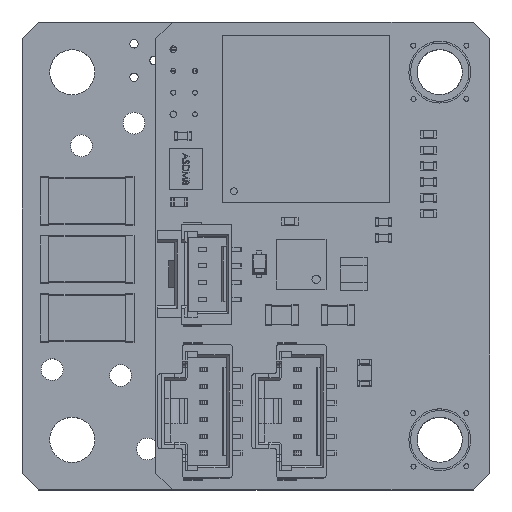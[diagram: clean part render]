
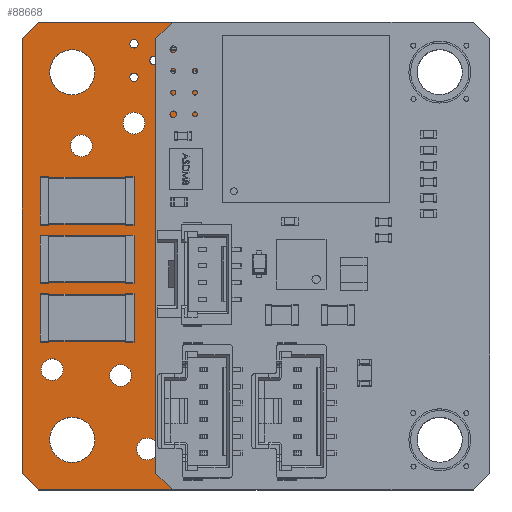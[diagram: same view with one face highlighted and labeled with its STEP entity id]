
A CAD part, top view. The second image highlights one B-rep face of the part: STEP entity #88668.
In plain terms, the highlighted planar face has unit normal (0, 0, 1).
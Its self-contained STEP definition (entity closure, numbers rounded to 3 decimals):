
#88392 = VERTEX_POINT('',#88393);
#88393 = CARTESIAN_POINT('',(27.,0.,1.6));
#88399 = EDGE_CURVE('',#88392,#88400,#88402,.T.);
#88400 = VERTEX_POINT('',#88401);
#88401 = CARTESIAN_POINT('',(1.,0.,1.6));
#88402 = LINE('',#88403,#88404);
#88403 = CARTESIAN_POINT('',(27.,0.,1.6));
#88404 = VECTOR('',#88405,1.);
#88405 = DIRECTION('',(-1.,0.,0.));
#88432 = VERTEX_POINT('',#88433);
#88433 = CARTESIAN_POINT('',(28.,1.,1.6));
#88439 = EDGE_CURVE('',#88432,#88392,#88440,.T.);
#88440 = LINE('',#88441,#88442);
#88441 = CARTESIAN_POINT('',(28.,1.,1.6));
#88442 = VECTOR('',#88443,1.);
#88443 = DIRECTION('',(-0.707,-0.707,0.));
#88461 = EDGE_CURVE('',#88400,#88462,#88464,.T.);
#88462 = VERTEX_POINT('',#88463);
#88463 = CARTESIAN_POINT('',(0.,1.,1.6));
#88464 = LINE('',#88465,#88466);
#88465 = CARTESIAN_POINT('',(1.,0.,1.6));
#88466 = VECTOR('',#88467,1.);
#88467 = DIRECTION('',(-0.707,0.707,0.));
#88668 = ADVANCED_FACE('',(#88669,#88712,#88723,#88734,#88745,#88756,
    #88767,#88778,#88789,#88800,#88811,#88822,#88833),#88844,.F.);
#88669 = FACE_BOUND('',#88670,.F.);
#88670 = EDGE_LOOP('',(#88671,#88672,#88673,#88681,#88689,#88697,#88705,
    #88711));
#88671 = ORIENTED_EDGE('',*,*,#88399,.T.);
#88672 = ORIENTED_EDGE('',*,*,#88461,.T.);
#88673 = ORIENTED_EDGE('',*,*,#88674,.T.);
#88674 = EDGE_CURVE('',#88462,#88675,#88677,.T.);
#88675 = VERTEX_POINT('',#88676);
#88676 = CARTESIAN_POINT('',(0.,27.,1.6));
#88677 = LINE('',#88678,#88679);
#88678 = CARTESIAN_POINT('',(0.,1.,1.6));
#88679 = VECTOR('',#88680,1.);
#88680 = DIRECTION('',(0.,1.,0.));
#88681 = ORIENTED_EDGE('',*,*,#88682,.T.);
#88682 = EDGE_CURVE('',#88675,#88683,#88685,.T.);
#88683 = VERTEX_POINT('',#88684);
#88684 = CARTESIAN_POINT('',(1.,28.,1.6));
#88685 = LINE('',#88686,#88687);
#88686 = CARTESIAN_POINT('',(0.,27.,1.6));
#88687 = VECTOR('',#88688,1.);
#88688 = DIRECTION('',(0.707,0.707,0.));
#88689 = ORIENTED_EDGE('',*,*,#88690,.T.);
#88690 = EDGE_CURVE('',#88683,#88691,#88693,.T.);
#88691 = VERTEX_POINT('',#88692);
#88692 = CARTESIAN_POINT('',(27.,28.,1.6));
#88693 = LINE('',#88694,#88695);
#88694 = CARTESIAN_POINT('',(1.,28.,1.6));
#88695 = VECTOR('',#88696,1.);
#88696 = DIRECTION('',(1.,0.,0.));
#88697 = ORIENTED_EDGE('',*,*,#88698,.T.);
#88698 = EDGE_CURVE('',#88691,#88699,#88701,.T.);
#88699 = VERTEX_POINT('',#88700);
#88700 = CARTESIAN_POINT('',(28.,27.,1.6));
#88701 = LINE('',#88702,#88703);
#88702 = CARTESIAN_POINT('',(27.,28.,1.6));
#88703 = VECTOR('',#88704,1.);
#88704 = DIRECTION('',(0.707,-0.707,0.));
#88705 = ORIENTED_EDGE('',*,*,#88706,.T.);
#88706 = EDGE_CURVE('',#88699,#88432,#88707,.T.);
#88707 = LINE('',#88708,#88709);
#88708 = CARTESIAN_POINT('',(28.,27.,1.6));
#88709 = VECTOR('',#88710,1.);
#88710 = DIRECTION('',(0.,-1.,0.));
#88711 = ORIENTED_EDGE('',*,*,#88439,.T.);
#88712 = FACE_BOUND('',#88713,.F.);
#88713 = EDGE_LOOP('',(#88714));
#88714 = ORIENTED_EDGE('',*,*,#88715,.T.);
#88715 = EDGE_CURVE('',#88716,#88716,#88718,.T.);
#88716 = VERTEX_POINT('',#88717);
#88717 = CARTESIAN_POINT('',(26.35,3.,1.6));
#88718 = CIRCLE('',#88719,1.35);
#88719 = AXIS2_PLACEMENT_3D('',#88720,#88721,#88722);
#88720 = CARTESIAN_POINT('',(25.,3.,1.6));
#88721 = DIRECTION('',(0.,0.,1.));
#88722 = DIRECTION('',(1.,0.,0.));
#88723 = FACE_BOUND('',#88724,.F.);
#88724 = EDGE_LOOP('',(#88725));
#88725 = ORIENTED_EDGE('',*,*,#88726,.T.);
#88726 = EDGE_CURVE('',#88727,#88727,#88729,.T.);
#88727 = VERTEX_POINT('',#88728);
#88728 = CARTESIAN_POINT('',(8.15,2.45,1.6));
#88729 = CIRCLE('',#88730,0.65);
#88730 = AXIS2_PLACEMENT_3D('',#88731,#88732,#88733);
#88731 = CARTESIAN_POINT('',(7.5,2.45,1.6));
#88732 = DIRECTION('',(0.,0.,1.));
#88733 = DIRECTION('',(1.,0.,0.));
#88734 = FACE_BOUND('',#88735,.F.);
#88735 = EDGE_LOOP('',(#88736));
#88736 = ORIENTED_EDGE('',*,*,#88737,.T.);
#88737 = EDGE_CURVE('',#88738,#88738,#88740,.T.);
#88738 = VERTEX_POINT('',#88739);
#88739 = CARTESIAN_POINT('',(4.35,3.,1.6));
#88740 = CIRCLE('',#88741,1.35);
#88741 = AXIS2_PLACEMENT_3D('',#88742,#88743,#88744);
#88742 = CARTESIAN_POINT('',(3.,3.,1.6));
#88743 = DIRECTION('',(0.,0.,1.));
#88744 = DIRECTION('',(1.,0.,0.));
#88745 = FACE_BOUND('',#88746,.F.);
#88746 = EDGE_LOOP('',(#88747));
#88747 = ORIENTED_EDGE('',*,*,#88748,.T.);
#88748 = EDGE_CURVE('',#88749,#88749,#88751,.T.);
#88749 = VERTEX_POINT('',#88750);
#88750 = CARTESIAN_POINT('',(6.55,6.85,1.6));
#88751 = CIRCLE('',#88752,0.65);
#88752 = AXIS2_PLACEMENT_3D('',#88753,#88754,#88755);
#88753 = CARTESIAN_POINT('',(5.9,6.85,1.6));
#88754 = DIRECTION('',(0.,0.,1.));
#88755 = DIRECTION('',(1.,0.,0.));
#88756 = FACE_BOUND('',#88757,.F.);
#88757 = EDGE_LOOP('',(#88758));
#88758 = ORIENTED_EDGE('',*,*,#88759,.T.);
#88759 = EDGE_CURVE('',#88760,#88760,#88762,.T.);
#88760 = VERTEX_POINT('',#88761);
#88761 = CARTESIAN_POINT('',(2.45,7.2,1.6));
#88762 = CIRCLE('',#88763,0.65);
#88763 = AXIS2_PLACEMENT_3D('',#88764,#88765,#88766);
#88764 = CARTESIAN_POINT('',(1.8,7.2,1.6));
#88765 = DIRECTION('',(0.,0.,1.));
#88766 = DIRECTION('',(1.,0.,0.));
#88767 = FACE_BOUND('',#88768,.F.);
#88768 = EDGE_LOOP('',(#88769));
#88769 = ORIENTED_EDGE('',*,*,#88770,.T.);
#88770 = EDGE_CURVE('',#88771,#88771,#88773,.T.);
#88771 = VERTEX_POINT('',#88772);
#88772 = CARTESIAN_POINT('',(26.35,25.,1.6));
#88773 = CIRCLE('',#88774,1.35);
#88774 = AXIS2_PLACEMENT_3D('',#88775,#88776,#88777);
#88775 = CARTESIAN_POINT('',(25.,25.,1.6));
#88776 = DIRECTION('',(0.,0.,1.));
#88777 = DIRECTION('',(1.,0.,0.));
#88778 = FACE_BOUND('',#88779,.F.);
#88779 = EDGE_LOOP('',(#88780));
#88780 = ORIENTED_EDGE('',*,*,#88781,.T.);
#88781 = EDGE_CURVE('',#88782,#88782,#88784,.T.);
#88782 = VERTEX_POINT('',#88783);
#88783 = CARTESIAN_POINT('',(4.2,20.6,1.6));
#88784 = CIRCLE('',#88785,0.65);
#88785 = AXIS2_PLACEMENT_3D('',#88786,#88787,#88788);
#88786 = CARTESIAN_POINT('',(3.55,20.6,1.6));
#88787 = DIRECTION('',(0.,0.,1.));
#88788 = DIRECTION('',(1.,0.,0.));
#88789 = FACE_BOUND('',#88790,.F.);
#88790 = EDGE_LOOP('',(#88791));
#88791 = ORIENTED_EDGE('',*,*,#88792,.T.);
#88792 = EDGE_CURVE('',#88793,#88793,#88795,.T.);
#88793 = VERTEX_POINT('',#88794);
#88794 = CARTESIAN_POINT('',(8.15,25.7,1.6));
#88795 = CIRCLE('',#88796,0.25);
#88796 = AXIS2_PLACEMENT_3D('',#88797,#88798,#88799);
#88797 = CARTESIAN_POINT('',(7.9,25.7,1.6));
#88798 = DIRECTION('',(0.,0.,1.));
#88799 = DIRECTION('',(1.,0.,0.));
#88800 = FACE_BOUND('',#88801,.F.);
#88801 = EDGE_LOOP('',(#88802));
#88802 = ORIENTED_EDGE('',*,*,#88803,.T.);
#88803 = EDGE_CURVE('',#88804,#88804,#88806,.T.);
#88804 = VERTEX_POINT('',#88805);
#88805 = CARTESIAN_POINT('',(7.35,21.95,1.6));
#88806 = CIRCLE('',#88807,0.65);
#88807 = AXIS2_PLACEMENT_3D('',#88808,#88809,#88810);
#88808 = CARTESIAN_POINT('',(6.7,21.95,1.6));
#88809 = DIRECTION('',(0.,0.,1.));
#88810 = DIRECTION('',(1.,0.,0.));
#88811 = FACE_BOUND('',#88812,.F.);
#88812 = EDGE_LOOP('',(#88813));
#88813 = ORIENTED_EDGE('',*,*,#88814,.T.);
#88814 = EDGE_CURVE('',#88815,#88815,#88817,.T.);
#88815 = VERTEX_POINT('',#88816);
#88816 = CARTESIAN_POINT('',(6.95,24.7,1.6));
#88817 = CIRCLE('',#88818,0.25);
#88818 = AXIS2_PLACEMENT_3D('',#88819,#88820,#88821);
#88819 = CARTESIAN_POINT('',(6.7,24.7,1.6));
#88820 = DIRECTION('',(0.,0.,1.));
#88821 = DIRECTION('',(1.,0.,0.));
#88822 = FACE_BOUND('',#88823,.F.);
#88823 = EDGE_LOOP('',(#88824));
#88824 = ORIENTED_EDGE('',*,*,#88825,.T.);
#88825 = EDGE_CURVE('',#88826,#88826,#88828,.T.);
#88826 = VERTEX_POINT('',#88827);
#88827 = CARTESIAN_POINT('',(6.95,26.7,1.6));
#88828 = CIRCLE('',#88829,0.25);
#88829 = AXIS2_PLACEMENT_3D('',#88830,#88831,#88832);
#88830 = CARTESIAN_POINT('',(6.7,26.7,1.6));
#88831 = DIRECTION('',(0.,0.,1.));
#88832 = DIRECTION('',(1.,0.,0.));
#88833 = FACE_BOUND('',#88834,.F.);
#88834 = EDGE_LOOP('',(#88835));
#88835 = ORIENTED_EDGE('',*,*,#88836,.T.);
#88836 = EDGE_CURVE('',#88837,#88837,#88839,.T.);
#88837 = VERTEX_POINT('',#88838);
#88838 = CARTESIAN_POINT('',(4.35,25.,1.6));
#88839 = CIRCLE('',#88840,1.35);
#88840 = AXIS2_PLACEMENT_3D('',#88841,#88842,#88843);
#88841 = CARTESIAN_POINT('',(3.,25.,1.6));
#88842 = DIRECTION('',(0.,0.,1.));
#88843 = DIRECTION('',(1.,0.,0.));
#88844 = PLANE('',#88845);
#88845 = AXIS2_PLACEMENT_3D('',#88846,#88847,#88848);
#88846 = CARTESIAN_POINT('',(14.,14.,1.6));
#88847 = DIRECTION('',(-0.,-0.,-1.));
#88848 = DIRECTION('',(-1.,0.,0.));
